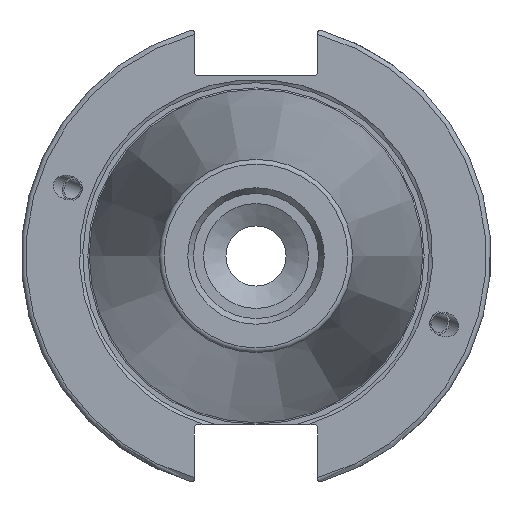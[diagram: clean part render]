
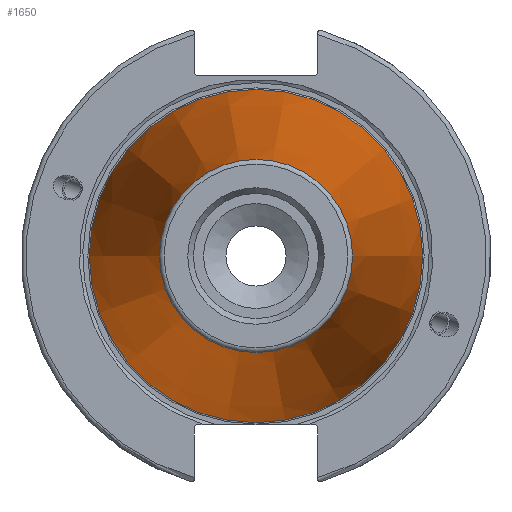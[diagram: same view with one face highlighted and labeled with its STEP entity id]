
A CAD part, left-side view. The second image highlights one B-rep face of the part: STEP entity #1650.
In plain terms, the highlighted conical face has half-angle 8.297 degrees and reference radius 27.517 mm.
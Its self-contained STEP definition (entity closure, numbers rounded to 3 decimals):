
#73=CONICAL_SURFACE('',#1835,27.517,0.145);
#179=FACE_OUTER_BOUND('',#288,.T.);
#288=EDGE_LOOP('',(#1411,#1412,#1413,#1414,#1415));
#399=LINE('',#3305,#496);
#496=VECTOR('',#2225,27.517);
#581=CIRCLE('',#1829,20.233);
#582=CIRCLE('',#1830,20.233);
#586=CIRCLE('',#1836,34.925);
#796=VERTEX_POINT('',#3292);
#797=VERTEX_POINT('',#3293);
#800=VERTEX_POINT('',#3303);
#1017=EDGE_CURVE('',#796,#797,#581,.T.);
#1018=EDGE_CURVE('',#797,#796,#582,.T.);
#1022=EDGE_CURVE('',#800,#800,#586,.T.);
#1023=EDGE_CURVE('',#800,#797,#399,.T.);
#1411=ORIENTED_EDGE('',*,*,#1022,.F.);
#1412=ORIENTED_EDGE('',*,*,#1023,.T.);
#1413=ORIENTED_EDGE('',*,*,#1017,.F.);
#1414=ORIENTED_EDGE('',*,*,#1018,.F.);
#1415=ORIENTED_EDGE('',*,*,#1023,.F.);
#1650=ADVANCED_FACE('',(#179),#73,.T.);
#1829=AXIS2_PLACEMENT_3D('',#3294,#2209,#2210);
#1830=AXIS2_PLACEMENT_3D('',#3295,#2211,#2212);
#1835=AXIS2_PLACEMENT_3D('',#3302,#2221,#2222);
#1836=AXIS2_PLACEMENT_3D('',#3304,#2223,#2224);
#2209=DIRECTION('center_axis',(-1.,0.,0.));
#2210=DIRECTION('ref_axis',(0.,-1.,0.));
#2211=DIRECTION('center_axis',(-1.,0.,0.));
#2212=DIRECTION('ref_axis',(0.,-1.,0.));
#2221=DIRECTION('center_axis',(1.,0.,0.));
#2222=DIRECTION('ref_axis',(0.,1.,0.));
#2223=DIRECTION('center_axis',(1.,0.,0.));
#2224=DIRECTION('ref_axis',(0.,0.,-1.));
#2225=DIRECTION('',(-0.99,0.144,0.));
#3292=CARTESIAN_POINT('',(-100.744,0.,20.233));
#3293=CARTESIAN_POINT('',(-100.744,-20.233,0.));
#3294=CARTESIAN_POINT('Origin',(-100.744,0.,0.));
#3295=CARTESIAN_POINT('Origin',(-100.744,0.,0.));
#3302=CARTESIAN_POINT('Origin',(-50.8,0.,0.));
#3303=CARTESIAN_POINT('',(0.,-34.925,0.));
#3304=CARTESIAN_POINT('Origin',(0.,0.,0.));
#3305=CARTESIAN_POINT('',(-50.8,-27.517,0.));
